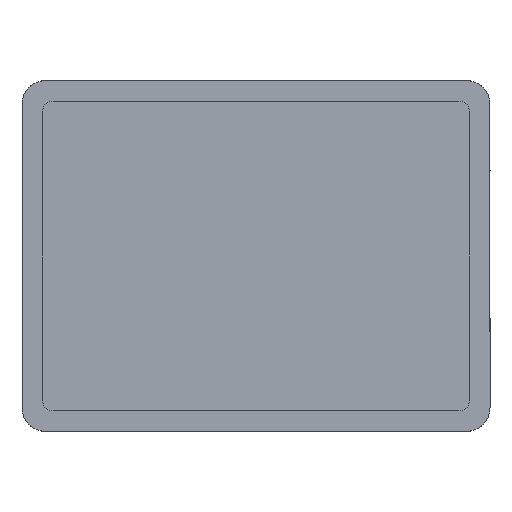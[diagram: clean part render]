
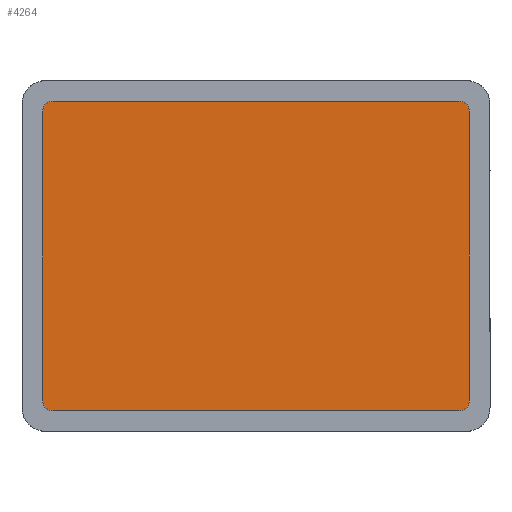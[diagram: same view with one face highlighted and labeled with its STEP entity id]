
A CAD part, front view. The second image highlights one B-rep face of the part: STEP entity #4264.
In plain terms, the highlighted planar face has unit normal (0, -1, 0).
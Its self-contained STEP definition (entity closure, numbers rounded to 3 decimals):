
#50 = EDGE_CURVE ( 'NONE', #893, #10562, #11948, .T. ) ;
#53 = DIRECTION ( 'NONE',  ( 0., 1., 0. ) ) ;
#116 = VERTEX_POINT ( 'NONE', #2605 ) ;
#304 = CARTESIAN_POINT ( 'NONE',  ( -173., 0., -132. ) ) ;
#345 = DIRECTION ( 'NONE',  ( 0., 1., 0. ) ) ;
#418 = ORIENTED_EDGE ( 'NONE', *, *, #10754, .F. ) ;
#433 = LINE ( 'NONE', #304, #5754 ) ;
#510 = ORIENTED_EDGE ( 'NONE', *, *, #12957, .F. ) ;
#564 = ORIENTED_EDGE ( 'NONE', *, *, #9412, .F. ) ;
#893 = VERTEX_POINT ( 'NONE', #1332 ) ;
#1072 = VECTOR ( 'NONE', #9750, 1000. ) ;
#1075 = LINE ( 'NONE', #11356, #2504 ) ;
#1185 = VERTEX_POINT ( 'NONE', #7058 ) ;
#1332 = CARTESIAN_POINT ( 'NONE',  ( -173., 0., 132. ) ) ;
#1355 = CARTESIAN_POINT ( 'NONE',  ( -173., 0., -123. ) ) ;
#1519 = CARTESIAN_POINT ( 'NONE',  ( 182., 0., -123. ) ) ;
#2383 = VECTOR ( 'NONE', #3617, 1000. ) ;
#2504 = VECTOR ( 'NONE', #3012, 1000. ) ;
#2570 = DIRECTION ( 'NONE',  ( -1., 0., 0. ) ) ;
#2605 = CARTESIAN_POINT ( 'NONE',  ( -173., 0., -132. ) ) ;
#2807 = AXIS2_PLACEMENT_3D ( 'NONE', #10396, #53, #12268 ) ;
#2926 = EDGE_CURVE ( 'NONE', #10562, #4630, #12620, .T. ) ;
#3012 = DIRECTION ( 'NONE',  ( 0., 0., 1. ) ) ;
#3166 = CARTESIAN_POINT ( 'NONE',  ( 173., 0., 123. ) ) ;
#3617 = DIRECTION ( 'NONE',  ( 0., 0., -1. ) ) ;
#4010 = EDGE_CURVE ( 'NONE', #9432, #893, #7057, .T. ) ;
#4264 = ADVANCED_FACE ( 'NONE', ( #8177 ), #4354, .F. ) ;
#4354 = PLANE ( 'NONE',  #12621 ) ;
#4417 = DIRECTION ( 'NONE',  ( 0., 0., 1. ) ) ;
#4492 = CARTESIAN_POINT ( 'NONE',  ( 173., 0., 132. ) ) ;
#4630 = VERTEX_POINT ( 'NONE', #8911 ) ;
#4694 = DIRECTION ( 'NONE',  ( 0., 0., 1. ) ) ;
#4954 = CARTESIAN_POINT ( 'NONE',  ( -182., 0., -123. ) ) ;
#5224 = CARTESIAN_POINT ( 'NONE',  ( -173., 0., -123. ) ) ;
#5295 = DIRECTION ( 'NONE',  ( 0., 1., 0. ) ) ;
#5754 = VECTOR ( 'NONE', #2570, 1000. ) ;
#5898 = DIRECTION ( 'NONE',  ( 0., 1., 0. ) ) ;
#6007 = ORIENTED_EDGE ( 'NONE', *, *, #2926, .F. ) ;
#6395 = ORIENTED_EDGE ( 'NONE', *, *, #8243, .F. ) ;
#7057 = CIRCLE ( 'NONE', #2807, 9. ) ;
#7058 = CARTESIAN_POINT ( 'NONE',  ( 173., 0., -132. ) ) ;
#7243 = DIRECTION ( 'NONE',  ( 0., 1., 0. ) ) ;
#7266 = EDGE_LOOP ( 'NONE', ( #564, #510, #9403, #6395, #6007, #9892, #9147, #418 ) ) ;
#7465 = VERTEX_POINT ( 'NONE', #4954 ) ;
#7743 = CIRCLE ( 'NONE', #12860, 9. ) ;
#8177 = FACE_OUTER_BOUND ( 'NONE', #7266, .T. ) ;
#8243 = EDGE_CURVE ( 'NONE', #4630, #8513, #11961, .T. ) ;
#8513 = VERTEX_POINT ( 'NONE', #1519 ) ;
#8718 = CARTESIAN_POINT ( 'NONE',  ( 173., 0., -123. ) ) ;
#8911 = CARTESIAN_POINT ( 'NONE',  ( 182., 0., 123. ) ) ;
#9147 = ORIENTED_EDGE ( 'NONE', *, *, #4010, .F. ) ;
#9171 = CIRCLE ( 'NONE', #12368, 9. ) ;
#9403 = ORIENTED_EDGE ( 'NONE', *, *, #13037, .F. ) ;
#9412 = EDGE_CURVE ( 'NONE', #116, #7465, #7743, .T. ) ;
#9432 = VERTEX_POINT ( 'NONE', #12897 ) ;
#9750 = DIRECTION ( 'NONE',  ( 1., 0., 0. ) ) ;
#9845 = AXIS2_PLACEMENT_3D ( 'NONE', #3166, #7243, #4694 ) ;
#9892 = ORIENTED_EDGE ( 'NONE', *, *, #50, .F. ) ;
#10396 = CARTESIAN_POINT ( 'NONE',  ( -173., 0., 123. ) ) ;
#10509 = DIRECTION ( 'NONE',  ( 0., 0., 1. ) ) ;
#10562 = VERTEX_POINT ( 'NONE', #4492 ) ;
#10689 = CARTESIAN_POINT ( 'NONE',  ( -173., 0., 132. ) ) ;
#10754 = EDGE_CURVE ( 'NONE', #7465, #9432, #1075, .T. ) ;
#11356 = CARTESIAN_POINT ( 'NONE',  ( -182., 0., 123. ) ) ;
#11948 = LINE ( 'NONE', #10689, #1072 ) ;
#11961 = LINE ( 'NONE', #12768, #2383 ) ;
#12268 = DIRECTION ( 'NONE',  ( 0., 0., 1. ) ) ;
#12368 = AXIS2_PLACEMENT_3D ( 'NONE', #8718, #5898, #13056 ) ;
#12620 = CIRCLE ( 'NONE', #9845, 9. ) ;
#12621 = AXIS2_PLACEMENT_3D ( 'NONE', #5224, #5295, #10509 ) ;
#12768 = CARTESIAN_POINT ( 'NONE',  ( 182., 0., 123. ) ) ;
#12860 = AXIS2_PLACEMENT_3D ( 'NONE', #1355, #345, #4417 ) ;
#12897 = CARTESIAN_POINT ( 'NONE',  ( -182., 0., 123. ) ) ;
#12957 = EDGE_CURVE ( 'NONE', #1185, #116, #433, .T. ) ;
#13037 = EDGE_CURVE ( 'NONE', #8513, #1185, #9171, .T. ) ;
#13056 = DIRECTION ( 'NONE',  ( 0., 0., 1. ) ) ;
